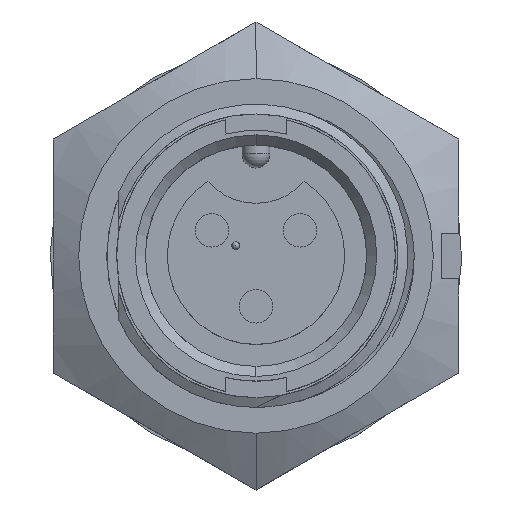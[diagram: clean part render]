
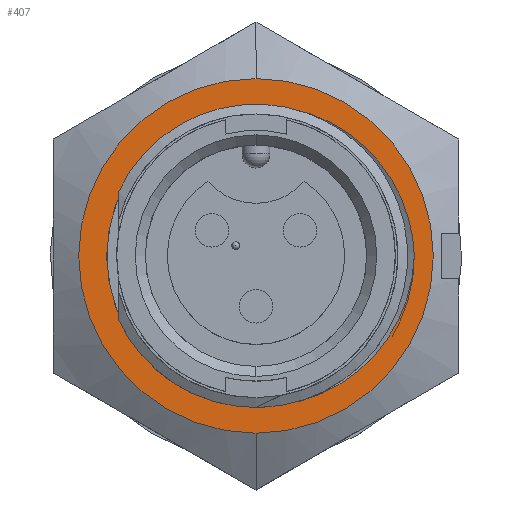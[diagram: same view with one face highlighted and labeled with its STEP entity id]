
A CAD part, top view. The second image highlights one B-rep face of the part: STEP entity #407.
In plain terms, the highlighted planar face has unit normal (0, 0, 1).
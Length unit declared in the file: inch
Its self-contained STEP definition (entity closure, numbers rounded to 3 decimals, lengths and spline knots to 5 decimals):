
#72 = EDGE_CURVE ( 'NONE', #3785, #4223, #222, .T. ) ;
#76 = EDGE_CURVE ( 'NONE', #4014, #4012, #4331, .T. ) ;
#77 = EDGE_CURVE ( 'NONE', #4151, #4014, #4325, .T. ) ;
#78 = EDGE_CURVE ( 'NONE', #4151, #4012, #218, .T. ) ;
#218 = CIRCLE ( 'NONE', #7300, 0.2945 ) ;
#222 = CIRCLE ( 'NONE', #7285, 0.35 ) ;
#318 = CIRCLE ( 'NONE', #9487, 0.35 ) ;
#335 = EDGE_CURVE ( 'NONE', #4223, #3785, #318, .T. ) ;
#407 = ADVANCED_FACE ( 'NONE', ( #9552, #9554 ), #6296, .F. ) ;
#899 = ORIENTED_EDGE ( 'NONE', *, *, #76, .T. ) ;
#940 = ORIENTED_EDGE ( 'NONE', *, *, #77, .T. ) ;
#1078 = ORIENTED_EDGE ( 'NONE', *, *, #78, .F. ) ;
#1357 = ORIENTED_EDGE ( 'NONE', *, *, #335, .F. ) ;
#3655 = CARTESIAN_POINT ( 'NONE',  ( 0., -0.35, -0.29094 ) ) ;
#3696 = CARTESIAN_POINT ( 'NONE',  ( -0.05788, -0.28876, -0.29094 ) ) ;
#3698 = CARTESIAN_POINT ( 'NONE',  ( 0.3125, 0., -0.29094 ) ) ;
#3720 = CARTESIAN_POINT ( 'NONE',  ( -0.05788, 0.28876, -0.29094 ) ) ;
#3729 = CARTESIAN_POINT ( 'NONE',  ( 0., 0.35, -0.29094 ) ) ;
#3785 = VERTEX_POINT ( 'NONE', #3655 ) ;
#4012 = VERTEX_POINT ( 'NONE', #3696 ) ;
#4014 = VERTEX_POINT ( 'NONE', #3698 ) ;
#4151 = VERTEX_POINT ( 'NONE', #3720 ) ;
#4223 = VERTEX_POINT ( 'NONE', #3729 ) ;
#4325 = B_SPLINE_CURVE_WITH_KNOTS ( 'NONE', 3,
 ( #10688, #10687, #10686, #10685, #10684, #10683, #10681, #10680, #10679, #10678, #10677, #10676, #10675, #10674, #10673, #10672, #10671, #10670, #10669, #10668 ),
 .UNSPECIFIED., .F., .F.,
 ( 4, 2, 2, 2, 2, 2, 2, 2, 2, 4 ),
 ( 0., 0.00086, 0.00171, 0.00343, 0.00514, 0.00685, 0.00856, 0.01028, 0.01199, 0.0137 ),
 .UNSPECIFIED. ) ;
#4331 = B_SPLINE_CURVE_WITH_KNOTS ( 'NONE', 3,
 ( #10710, #10709, #10708, #10707, #10706, #10705, #10704, #10703, #10702, #10700, #10699, #10698, #10696, #10695, #10694, #10693, #10692, #10691, #10690, #10689 ),
 .UNSPECIFIED., .F., .F.,
 ( 4, 2, 2, 2, 2, 2, 2, 2, 2, 4 ),
 ( 0., 0.00086, 0.00171, 0.00343, 0.00514, 0.00685, 0.00856, 0.01028, 0.01199, 0.0137 ),
 .UNSPECIFIED. ) ;
#6140 = EDGE_LOOP ( 'NONE', ( #1357, #11045 ) ) ;
#6154 = EDGE_LOOP ( 'NONE', ( #940, #899, #1078 ) ) ;
#6296 = PLANE ( 'NONE',  #9556 ) ;
#6306 = DIRECTION ( 'NONE',  ( 0., 1., 0. ) ) ;
#6372 = DIRECTION ( 'NONE',  ( 0., 0., -1. ) ) ;
#6386 = CARTESIAN_POINT ( 'NONE',  ( -0.4, 0.23094, -0.29094 ) ) ;
#6799 = DIRECTION ( 'NONE',  ( 0., 1., 0. ) ) ;
#6800 = DIRECTION ( 'NONE',  ( 0., 0., -1. ) ) ;
#6801 = CARTESIAN_POINT ( 'NONE',  ( 0., 0., -0.29094 ) ) ;
#7285 = AXIS2_PLACEMENT_3D ( 'NONE', #10728, #10721, #10720 ) ;
#7300 = AXIS2_PLACEMENT_3D ( 'NONE', #10667, #10666, #10665 ) ;
#9487 = AXIS2_PLACEMENT_3D ( 'NONE', #6801, #6800, #6799 ) ;
#9552 = FACE_BOUND ( 'NONE', #6154, .T. ) ;
#9554 = FACE_OUTER_BOUND ( 'NONE', #6140, .T. ) ;
#9556 = AXIS2_PLACEMENT_3D ( 'NONE', #6386, #6372, #6306 ) ;
#10665 = DIRECTION ( 'NONE',  ( 0., -1., 0. ) ) ;
#10666 = DIRECTION ( 'NONE',  ( 0., 0., 1. ) ) ;
#10667 = CARTESIAN_POINT ( 'NONE',  ( 0., 0., -0.29094 ) ) ;
#10668 = CARTESIAN_POINT ( 'NONE',  ( 0.3125, 0., -0.29094 ) ) ;
#10669 = CARTESIAN_POINT ( 'NONE',  ( 0.3118, 0.02252, -0.29094 ) ) ;
#10670 = CARTESIAN_POINT ( 'NONE',  ( 0.30862, 0.04496, -0.29094 ) ) ;
#10671 = CARTESIAN_POINT ( 'NONE',  ( 0.29751, 0.0885, -0.29094 ) ) ;
#10672 = CARTESIAN_POINT ( 'NONE',  ( 0.28953, 0.10971, -0.29094 ) ) ;
#10673 = CARTESIAN_POINT ( 'NONE',  ( 0.26946, 0.14941, -0.29094 ) ) ;
#10674 = CARTESIAN_POINT ( 'NONE',  ( 0.25734, 0.16811, -0.29094 ) ) ;
#10675 = CARTESIAN_POINT ( 'NONE',  ( 0.22885, 0.20298, -0.29094 ) ) ;
#10676 = CARTESIAN_POINT ( 'NONE',  ( 0.21298, 0.21858, -0.29094 ) ) ;
#10677 = CARTESIAN_POINT ( 'NONE',  ( 0.178, 0.24611, -0.29094 ) ) ;
#10678 = CARTESIAN_POINT ( 'NONE',  ( 0.15867, 0.25809, -0.29094 ) ) ;
#10679 = CARTESIAN_POINT ( 'NONE',  ( 0.11846, 0.27717, -0.29094 ) ) ;
#10680 = CARTESIAN_POINT ( 'NONE',  ( 0.09743, 0.28445, -0.29094 ) ) ;
#10681 = CARTESIAN_POINT ( 'NONE',  ( 0.05346, 0.2943, -0.29094 ) ) ;
#10683 = CARTESIAN_POINT ( 'NONE',  ( 0.03127, 0.2967, -0.29094 ) ) ;
#10684 = CARTESIAN_POINT ( 'NONE',  ( -0.00224, 0.2966, -0.29094 ) ) ;
#10685 = CARTESIAN_POINT ( 'NONE',  ( -0.01351, 0.29594, -0.29094 ) ) ;
#10686 = CARTESIAN_POINT ( 'NONE',  ( -0.03584, 0.29331, -0.29094 ) ) ;
#10687 = CARTESIAN_POINT ( 'NONE',  ( -0.04691, 0.29136, -0.29094 ) ) ;
#10688 = CARTESIAN_POINT ( 'NONE',  ( -0.05788, 0.28876, -0.29094 ) ) ;
#10689 = CARTESIAN_POINT ( 'NONE',  ( -0.05788, -0.28876, -0.29094 ) ) ;
#10690 = CARTESIAN_POINT ( 'NONE',  ( -0.03594, -0.29395, -0.29094 ) ) ;
#10691 = CARTESIAN_POINT ( 'NONE',  ( -0.01383, -0.29654, -0.29094 ) ) ;
#10692 = CARTESIAN_POINT ( 'NONE',  ( 0.03074, -0.29673, -0.29094 ) ) ;
#10693 = CARTESIAN_POINT ( 'NONE',  ( 0.05334, -0.2943, -0.29094 ) ) ;
#10694 = CARTESIAN_POINT ( 'NONE',  ( 0.09675, -0.28463, -0.29094 ) ) ;
#10695 = CARTESIAN_POINT ( 'NONE',  ( 0.11786, -0.27742, -0.29094 ) ) ;
#10696 = CARTESIAN_POINT ( 'NONE',  ( 0.15857, -0.25816, -0.29094 ) ) ;
#10698 = CARTESIAN_POINT ( 'NONE',  ( 0.1778, -0.24626, -0.29094 ) ) ;
#10699 = CARTESIAN_POINT ( 'NONE',  ( 0.2131, -0.21849, -0.29094 ) ) ;
#10700 = CARTESIAN_POINT ( 'NONE',  ( 0.22923, -0.20255, -0.29094 ) ) ;
#10702 = CARTESIAN_POINT ( 'NONE',  ( 0.25734, -0.16807, -0.29094 ) ) ;
#10703 = CARTESIAN_POINT ( 'NONE',  ( 0.26947, -0.14943, -0.29094 ) ) ;
#10704 = CARTESIAN_POINT ( 'NONE',  ( 0.28976, -0.1092, -0.29094 ) ) ;
#10705 = CARTESIAN_POINT ( 'NONE',  ( 0.29757, -0.08828, -0.29094 ) ) ;
#10706 = CARTESIAN_POINT ( 'NONE',  ( 0.30585, -0.0558, -0.29094 ) ) ;
#10707 = CARTESIAN_POINT ( 'NONE',  ( 0.30804, -0.04473, -0.29094 ) ) ;
#10708 = CARTESIAN_POINT ( 'NONE',  ( 0.31119, -0.02246, -0.29094 ) ) ;
#10709 = CARTESIAN_POINT ( 'NONE',  ( 0.31215, -0.01126, -0.29094 ) ) ;
#10710 = CARTESIAN_POINT ( 'NONE',  ( 0.3125, 0., -0.29094 ) ) ;
#10720 = DIRECTION ( 'NONE',  ( 0., 1., 0. ) ) ;
#10721 = DIRECTION ( 'NONE',  ( 0., 0., -1. ) ) ;
#10728 = CARTESIAN_POINT ( 'NONE',  ( 0., 0., -0.29094 ) ) ;
#11045 = ORIENTED_EDGE ( 'NONE', *, *, #72, .F. ) ;
